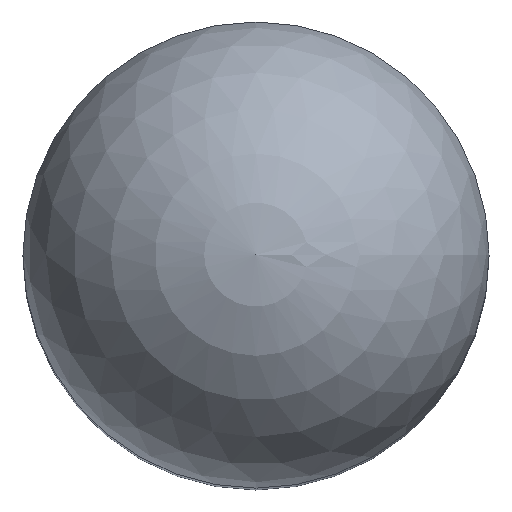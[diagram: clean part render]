
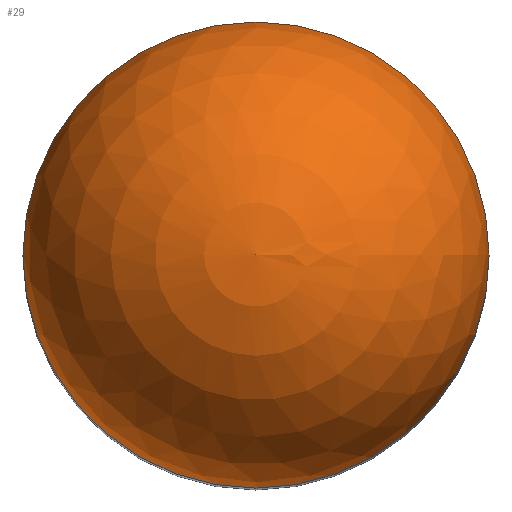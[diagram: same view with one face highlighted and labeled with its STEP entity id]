
A CAD part, top view. The second image highlights one B-rep face of the part: STEP entity #29.
In plain terms, the highlighted spherical face has radius 8.3 mm.
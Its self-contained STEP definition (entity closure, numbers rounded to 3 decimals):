
#29 = ADVANCED_FACE( '', ( #56 ), #57, .T. );
#56 = FACE_OUTER_BOUND( '', #81, .T. );
#57 = SPHERICAL_SURFACE( '', #82, 8.3 );
#81 = EDGE_LOOP( '', ( #100 ) );
#82 = AXIS2_PLACEMENT_3D( '', #101, #102, #103 );
#100 = ORIENTED_EDGE( '', *, *, #128, .T. );
#101 = CARTESIAN_POINT( '', ( 0., 0., 38.1 ) );
#102 = DIRECTION( '', ( 0., 0., 1. ) );
#103 = DIRECTION( '', ( 1., 0., 0. ) );
#128 = EDGE_CURVE( '', #137, #137, #138, .T. );
#137 = VERTEX_POINT( '', #150 );
#138 = CIRCLE( '', #151, 8.3 );
#150 = CARTESIAN_POINT( '', ( 8.3, 0., 38.1 ) );
#151 = AXIS2_PLACEMENT_3D( '', #162, #163, #164 );
#162 = CARTESIAN_POINT( '', ( 0., 0., 38.1 ) );
#163 = DIRECTION( '', ( 0., 0., 1. ) );
#164 = DIRECTION( '', ( 1., 0., 0. ) );
